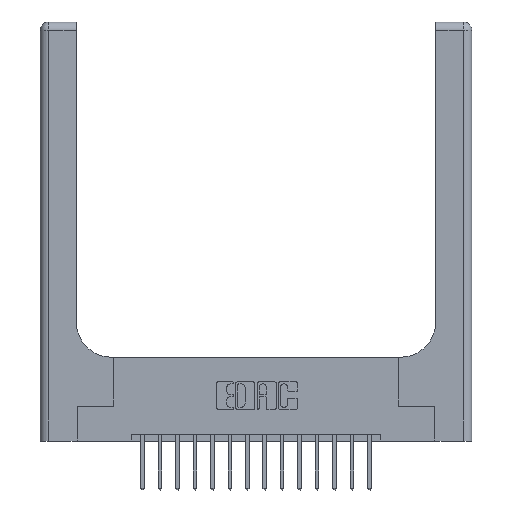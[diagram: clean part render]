
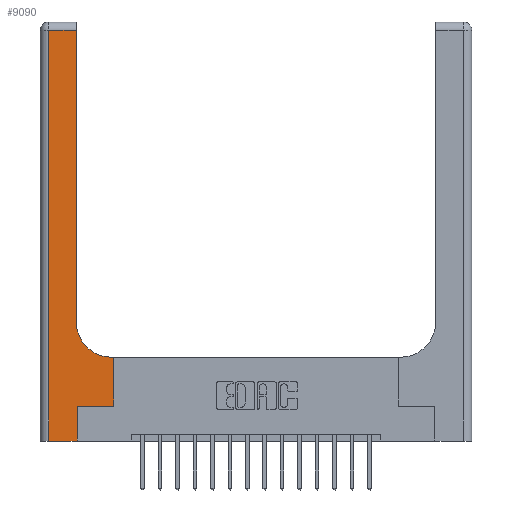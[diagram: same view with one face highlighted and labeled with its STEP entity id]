
A CAD part, top view. The second image highlights one B-rep face of the part: STEP entity #9090.
In plain terms, the highlighted planar face has unit normal (0, 0, 1).
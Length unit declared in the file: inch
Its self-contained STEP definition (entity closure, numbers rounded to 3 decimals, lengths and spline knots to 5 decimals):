
#74 = DIRECTION ( 'NONE',  ( 0., 0., -1. ) ) ;
#586 = VERTEX_POINT ( 'NONE', #12060 ) ;
#1010 = ORIENTED_EDGE ( 'NONE', *, *, #5382, .T. ) ;
#1120 = VERTEX_POINT ( 'NONE', #14833 ) ;
#1410 = LINE ( 'NONE', #3841, #4419 ) ;
#1845 = EDGE_CURVE ( 'NONE', #9352, #2694, #1410, .T. ) ;
#1909 = CARTESIAN_POINT ( 'NONE',  ( 0.528, 0.25, 0.37 ) ) ;
#2545 = ORIENTED_EDGE ( 'NONE', *, *, #3286, .T. ) ;
#2670 = LINE ( 'NONE', #7219, #13200 ) ;
#2694 = VERTEX_POINT ( 'NONE', #5007 ) ;
#3286 = EDGE_CURVE ( 'NONE', #16629, #7973, #12297, .T. ) ;
#3373 = DIRECTION ( 'NONE',  ( -1., 0., 0. ) ) ;
#3841 = CARTESIAN_POINT ( 'NONE',  ( 0.06, 3., 0.37 ) ) ;
#3900 = DIRECTION ( 'NONE',  ( 0., -1., 0. ) ) ;
#4221 = VERTEX_POINT ( 'NONE', #14434 ) ;
#4419 = VECTOR ( 'NONE', #3900, 39.37008 ) ;
#4460 = EDGE_CURVE ( 'NONE', #16778, #9352, #15736, .T. ) ;
#4604 = CARTESIAN_POINT ( 'NONE',  ( 0.265, 0.25, 0.37 ) ) ;
#4658 = FACE_OUTER_BOUND ( 'NONE', #5154, .T. ) ;
#5007 = CARTESIAN_POINT ( 'NONE',  ( 0.06, 0., 0.37 ) ) ;
#5154 = EDGE_LOOP ( 'NONE', ( #11467, #14759, #11259, #1010, #2545, #5742, #11641, #13951, #12509 ) ) ;
#5382 = EDGE_CURVE ( 'NONE', #2694, #16629, #9373, .T. ) ;
#5742 = ORIENTED_EDGE ( 'NONE', *, *, #15746, .T. ) ;
#6115 = LINE ( 'NONE', #4604, #12725 ) ;
#6246 = CARTESIAN_POINT ( 'NONE',  ( 0.26, 2.94, 0.37 ) ) ;
#7219 = CARTESIAN_POINT ( 'NONE',  ( 0.26, 3., 0.37 ) ) ;
#7973 = VERTEX_POINT ( 'NONE', #14633 ) ;
#8296 = DIRECTION ( 'NONE',  ( -1., 0., 0. ) ) ;
#8627 = EDGE_CURVE ( 'NONE', #4221, #586, #10832, .T. ) ;
#9090 = ADVANCED_FACE ( 'NONE', ( #4658 ), #13959, .F. ) ;
#9148 = VECTOR ( 'NONE', #16113, 39.37008 ) ;
#9352 = VERTEX_POINT ( 'NONE', #17735 ) ;
#9373 = LINE ( 'NONE', #16175, #9148 ) ;
#9970 = DIRECTION ( 'NONE',  ( -1., 0., 0. ) ) ;
#10137 = EDGE_CURVE ( 'NONE', #1120, #4221, #17136, .T. ) ;
#10372 = DIRECTION ( 'NONE',  ( 1., 0., 0. ) ) ;
#10530 = VECTOR ( 'NONE', #13216, 39.37008 ) ;
#10537 = CARTESIAN_POINT ( 'NONE',  ( 0.265, 0., 0.37 ) ) ;
#10832 = LINE ( 'NONE', #12794, #14121 ) ;
#11259 = ORIENTED_EDGE ( 'NONE', *, *, #1845, .T. ) ;
#11467 = ORIENTED_EDGE ( 'NONE', *, *, #14238, .T. ) ;
#11641 = ORIENTED_EDGE ( 'NONE', *, *, #10137, .T. ) ;
#11698 = DIRECTION ( 'NONE',  ( 1., 0., 0. ) ) ;
#12060 = CARTESIAN_POINT ( 'NONE',  ( 0.51, 0.6, 0.37 ) ) ;
#12297 = LINE ( 'NONE', #10537, #10530 ) ;
#12509 = ORIENTED_EDGE ( 'NONE', *, *, #14188, .T. ) ;
#12725 = VECTOR ( 'NONE', #10372, 39.37008 ) ;
#12794 = CARTESIAN_POINT ( 'NONE',  ( 0.26, 0.6, 0.37 ) ) ;
#13200 = VECTOR ( 'NONE', #17024, 39.37008 ) ;
#13216 = DIRECTION ( 'NONE',  ( 0., 1., 0. ) ) ;
#13436 = VECTOR ( 'NONE', #15916, 39.37008 ) ;
#13873 = CIRCLE ( 'NONE', #16741, 0.25 ) ;
#13951 = ORIENTED_EDGE ( 'NONE', *, *, #8627, .T. ) ;
#13959 = PLANE ( 'NONE',  #18039 ) ;
#14021 = CARTESIAN_POINT ( 'NONE',  ( 0., 3., 0.37 ) ) ;
#14121 = VECTOR ( 'NONE', #9970, 39.37008 ) ;
#14188 = EDGE_CURVE ( 'NONE', #586, #17329, #13873, .T. ) ;
#14238 = EDGE_CURVE ( 'NONE', #17329, #16778, #2670, .T. ) ;
#14434 = CARTESIAN_POINT ( 'NONE',  ( 0.528, 0.6, 0.37 ) ) ;
#14633 = CARTESIAN_POINT ( 'NONE',  ( 0.265, 0.25, 0.37 ) ) ;
#14759 = ORIENTED_EDGE ( 'NONE', *, *, #4460, .T. ) ;
#14833 = CARTESIAN_POINT ( 'NONE',  ( 0.528, 0.25, 0.37 ) ) ;
#15539 = VECTOR ( 'NONE', #3373, 39.37008 ) ;
#15732 = CARTESIAN_POINT ( 'NONE',  ( 0.51, 0.85, 0.37 ) ) ;
#15736 = LINE ( 'NONE', #15752, #15539 ) ;
#15746 = EDGE_CURVE ( 'NONE', #7973, #1120, #6115, .T. ) ;
#15752 = CARTESIAN_POINT ( 'NONE',  ( 0., 2.94, 0.37 ) ) ;
#15795 = DIRECTION ( 'NONE',  ( 0., 0., -1. ) ) ;
#15916 = DIRECTION ( 'NONE',  ( 0., 1., 0. ) ) ;
#16113 = DIRECTION ( 'NONE',  ( 1., 0., 0. ) ) ;
#16175 = CARTESIAN_POINT ( 'NONE',  ( 0., 0., 0.37 ) ) ;
#16629 = VERTEX_POINT ( 'NONE', #17044 ) ;
#16741 = AXIS2_PLACEMENT_3D ( 'NONE', #15732, #15795, #11698 ) ;
#16778 = VERTEX_POINT ( 'NONE', #6246 ) ;
#17024 = DIRECTION ( 'NONE',  ( 0., 1., 0. ) ) ;
#17044 = CARTESIAN_POINT ( 'NONE',  ( 0.265, 0., 0.37 ) ) ;
#17077 = CARTESIAN_POINT ( 'NONE',  ( 0.26, 0.85, 0.37 ) ) ;
#17136 = LINE ( 'NONE', #1909, #13436 ) ;
#17329 = VERTEX_POINT ( 'NONE', #17077 ) ;
#17735 = CARTESIAN_POINT ( 'NONE',  ( 0.06, 2.94, 0.37 ) ) ;
#18039 = AXIS2_PLACEMENT_3D ( 'NONE', #14021, #74, #8296 ) ;
